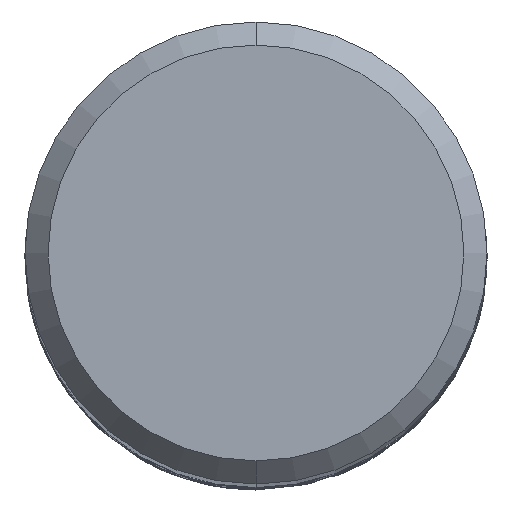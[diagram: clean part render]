
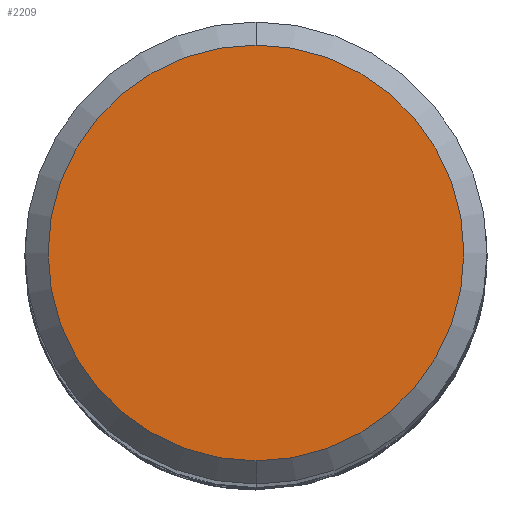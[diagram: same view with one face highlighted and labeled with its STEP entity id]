
A CAD part, top view. The second image highlights one B-rep face of the part: STEP entity #2209.
In plain terms, the highlighted planar face has unit normal (0, 0, 1).
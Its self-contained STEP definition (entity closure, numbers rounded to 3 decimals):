
#1457=EDGE_CURVE('',#3705,#1779,#3995,.T.);
#1779=VERTEX_POINT('',#4347);
#2209=ADVANCED_FACE('',(#4822),#4823,.T.);
#2439=EDGE_CURVE('',#1779,#3705,#5067,.T.);
#3705=VERTEX_POINT('',#6445);
#3995=CIRCLE('',#7551,5.4);
#4347=CARTESIAN_POINT('',(0.,-5.4,0.0));
#4822=FACE_OUTER_BOUND('',#16446,.T.);
#4823=PLANE('',#16447);
#5067=CIRCLE('',#18649,5.4);
#6445=CARTESIAN_POINT('',(0.0,5.4,0.0));
#7551=AXIS2_PLACEMENT_3D('',#32495,#32496,#32497);
#16446=EDGE_LOOP('',(#33434,#33435));
#16447=AXIS2_PLACEMENT_3D('',#33436,#33437,#33438);
#18649=AXIS2_PLACEMENT_3D('',#33607,#33608,#33609);
#32495=CARTESIAN_POINT('',(0.0,0.0,0.0));
#32496=DIRECTION('',(0.0,0.0,-1.0));
#32497=DIRECTION('',(0.0,1.0,0.0));
#33434=ORIENTED_EDGE('',*,*,#1457,.F.);
#33435=ORIENTED_EDGE('',*,*,#2439,.F.);
#33436=CARTESIAN_POINT('',(0.0,2.7,0.0));
#33437=DIRECTION('',(-0.0,0.0,1.0));
#33438=DIRECTION('',(0.0,-1.0,0.0));
#33607=CARTESIAN_POINT('',(0.0,0.0,0.0));
#33608=DIRECTION('',(0.0,0.0,-1.0));
#33609=DIRECTION('',(0.0,1.0,0.0));
